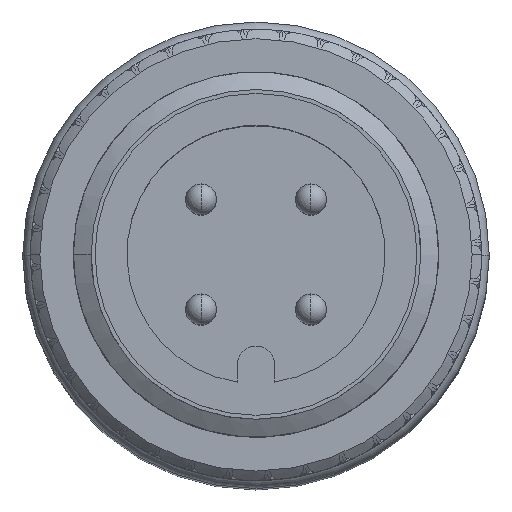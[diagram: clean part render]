
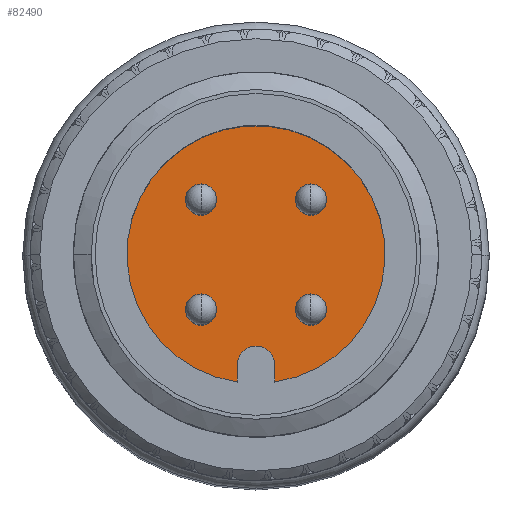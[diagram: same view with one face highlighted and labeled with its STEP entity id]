
A CAD part, top view. The second image highlights one B-rep face of the part: STEP entity #82490.
In plain terms, the highlighted planar face has unit normal (0, 0, 1).
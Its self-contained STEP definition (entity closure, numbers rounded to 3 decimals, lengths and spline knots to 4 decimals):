
#26388=CARTESIAN_POINT('',(0.,0.,34.9919));
#26389=DIRECTION('',(0.,0.,1.));
#26390=DIRECTION('',(0.145,-0.989,0.));
#26391=AXIS2_PLACEMENT_3D('',#26388,#26389,#26390);
#26406=CARTESIAN_POINT('',(0.,-3.55,34.9919));
#26407=DIRECTION('',(0.,0.,1.));
#26408=DIRECTION('',(1.,0.,0.));
#26409=AXIS2_PLACEMENT_3D('',#26406,#26407,#26408);
#26411=DIRECTION('',(0.,-1.,0.));
#26412=VECTOR('',#26411,0.5564);
#26413=CARTESIAN_POINT('',(-0.6,-3.55,34.9919));
#26414=LINE('',#26413,#26412);
#26415=DIRECTION('',(0.,1.,0.));
#26416=VECTOR('',#26415,0.5564);
#26417=CARTESIAN_POINT('',(0.6,-4.1064,34.9919));
#26418=LINE('',#26417,#26416);
#26419=CARTESIAN_POINT('',(-1.7678,-1.7678,
34.9919));
#26420=DIRECTION('',(0.,0.,-1.));
#26421=DIRECTION('',(0.,-1.,0.));
#26422=AXIS2_PLACEMENT_3D('',#26419,#26420,#26421);
#26424=CARTESIAN_POINT('',(-1.7678,-1.7678,
34.9919));
#26425=DIRECTION('',(0.,0.,-1.));
#26426=DIRECTION('',(0.,1.,0.));
#26427=AXIS2_PLACEMENT_3D('',#26424,#26425,#26426);
#26429=CARTESIAN_POINT('',(1.7678,-1.7678,
34.9919));
#26430=DIRECTION('',(0.,0.,-1.));
#26431=DIRECTION('',(0.,-1.,0.));
#26432=AXIS2_PLACEMENT_3D('',#26429,#26430,#26431);
#26434=CARTESIAN_POINT('',(1.7678,-1.7678,
34.9919));
#26435=DIRECTION('',(0.,0.,-1.));
#26436=DIRECTION('',(0.,1.,0.));
#26437=AXIS2_PLACEMENT_3D('',#26434,#26435,#26436);
#26439=CARTESIAN_POINT('',(1.7678,1.7678,34.9919));
#26440=DIRECTION('',(0.,0.,-1.));
#26441=DIRECTION('',(0.,-1.,0.));
#26442=AXIS2_PLACEMENT_3D('',#26439,#26440,#26441);
#26444=CARTESIAN_POINT('',(1.7678,1.7678,34.9919));
#26445=DIRECTION('',(0.,0.,-1.));
#26446=DIRECTION('',(0.,1.,0.));
#26447=AXIS2_PLACEMENT_3D('',#26444,#26445,#26446);
#26449=CARTESIAN_POINT('',(-1.7678,1.7678,
34.9919));
#26450=DIRECTION('',(0.,0.,-1.));
#26451=DIRECTION('',(0.,-1.,0.));
#26452=AXIS2_PLACEMENT_3D('',#26449,#26450,#26451);
#26454=CARTESIAN_POINT('',(-1.7678,1.7678,
34.9919));
#26455=DIRECTION('',(0.,0.,-1.));
#26456=DIRECTION('',(0.,1.,0.));
#26457=AXIS2_PLACEMENT_3D('',#26454,#26455,#26456);
#31751=CARTESIAN_POINT('',(0.6,-4.1064,34.9919));
#31753=VERTEX_POINT('',#31751);
#31754=CARTESIAN_POINT('',(0.6,-3.55,34.9919));
#31755=CARTESIAN_POINT('',(-0.6,-3.55,34.9919));
#31756=VERTEX_POINT('',#31754);
#31757=VERTEX_POINT('',#31755);
#31758=CARTESIAN_POINT('',(-0.6,-4.1064,34.9919));
#31759=VERTEX_POINT('',#31758);
#31772=CARTESIAN_POINT('',(-1.7678,-2.2678,
34.9919));
#31773=CARTESIAN_POINT('',(-1.7678,-1.2678,
34.9919));
#31774=VERTEX_POINT('',#31772);
#31775=VERTEX_POINT('',#31773);
#31782=CARTESIAN_POINT('',(1.7678,-2.2678,
34.9919));
#31783=CARTESIAN_POINT('',(1.7678,-1.2678,
34.9919));
#31784=VERTEX_POINT('',#31782);
#31785=VERTEX_POINT('',#31783);
#31792=CARTESIAN_POINT('',(1.7678,1.2678,34.9919));
#31793=CARTESIAN_POINT('',(1.7678,2.2678,34.9919));
#31794=VERTEX_POINT('',#31792);
#31795=VERTEX_POINT('',#31793);
#31802=CARTESIAN_POINT('',(-1.7678,1.2678,
34.9919));
#31803=CARTESIAN_POINT('',(-1.7678,2.2678,
34.9919));
#31804=VERTEX_POINT('',#31802);
#31805=VERTEX_POINT('',#31803);
#82452=CARTESIAN_POINT('',(0.,0.,34.9919));
#82453=DIRECTION('',(0.,0.,-1.));
#82454=DIRECTION('',(0.,-1.,0.));
#82455=AXIS2_PLACEMENT_3D('',#82452,#82453,#82454);
#82456=PLANE('',#82455);
#82458=ORIENTED_EDGE('',*,*,#82457,.T.);
#82460=ORIENTED_EDGE('',*,*,#82459,.T.);
#82461=ORIENTED_EDGE('',*,*,#82442,.F.);
#82463=ORIENTED_EDGE('',*,*,#82462,.T.);
#82464=EDGE_LOOP('',(#82458,#82460,#82461,#82463));
#82465=FACE_OUTER_BOUND('',#82464,.F.);
#82467=ORIENTED_EDGE('',*,*,#82466,.F.);
#82469=ORIENTED_EDGE('',*,*,#82468,.F.);
#82470=EDGE_LOOP('',(#82467,#82469));
#82471=FACE_BOUND('',#82470,.F.);
#82473=ORIENTED_EDGE('',*,*,#82472,.F.);
#82475=ORIENTED_EDGE('',*,*,#82474,.F.);
#82476=EDGE_LOOP('',(#82473,#82475));
#82477=FACE_BOUND('',#82476,.F.);
#82479=ORIENTED_EDGE('',*,*,#82478,.F.);
#82481=ORIENTED_EDGE('',*,*,#82480,.F.);
#82482=EDGE_LOOP('',(#82479,#82481));
#82483=FACE_BOUND('',#82482,.F.);
#82485=ORIENTED_EDGE('',*,*,#82484,.F.);
#82487=ORIENTED_EDGE('',*,*,#82486,.F.);
#82488=EDGE_LOOP('',(#82485,#82487));
#82489=FACE_BOUND('',#82488,.F.);
#82490=ADVANCED_FACE('',(#82465,#82471,#82477,#82483,#82489),#82456,.F.);
#26392=CIRCLE('',#26391,4.15);
#26410=CIRCLE('',#26409,0.6);
#26423=CIRCLE('',#26422,0.5);
#26428=CIRCLE('',#26427,0.5);
#26433=CIRCLE('',#26432,0.5);
#26438=CIRCLE('',#26437,0.5);
#26443=CIRCLE('',#26442,0.5);
#26448=CIRCLE('',#26447,0.5);
#26453=CIRCLE('',#26452,0.5);
#26458=CIRCLE('',#26457,0.5);
#82442=EDGE_CURVE('',#31753,#31759,#26392,.T.);
#82457=EDGE_CURVE('',#31756,#31757,#26410,.T.);
#82459=EDGE_CURVE('',#31757,#31759,#26414,.T.);
#82462=EDGE_CURVE('',#31753,#31756,#26418,.T.);
#82466=EDGE_CURVE('',#31774,#31775,#26423,.T.);
#82468=EDGE_CURVE('',#31775,#31774,#26428,.T.);
#82472=EDGE_CURVE('',#31784,#31785,#26433,.T.);
#82474=EDGE_CURVE('',#31785,#31784,#26438,.T.);
#82478=EDGE_CURVE('',#31794,#31795,#26443,.T.);
#82480=EDGE_CURVE('',#31795,#31794,#26448,.T.);
#82484=EDGE_CURVE('',#31804,#31805,#26453,.T.);
#82486=EDGE_CURVE('',#31805,#31804,#26458,.T.);
